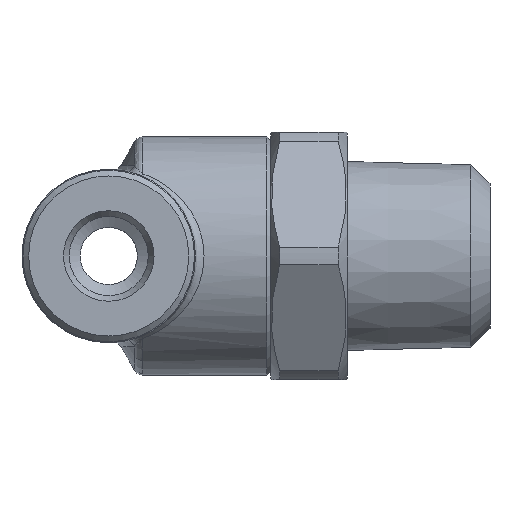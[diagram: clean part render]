
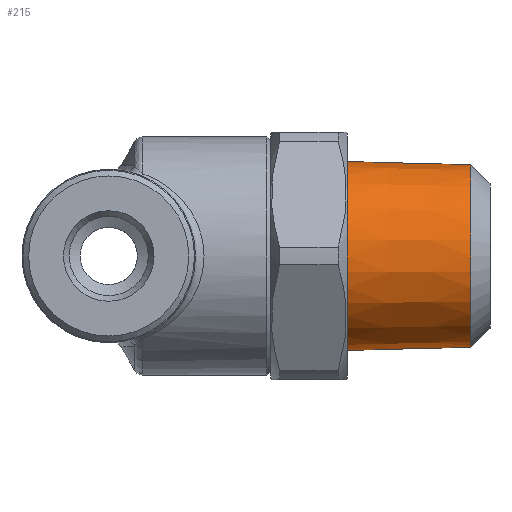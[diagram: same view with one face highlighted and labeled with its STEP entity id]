
A CAD part, left-side view. The second image highlights one B-rep face of the part: STEP entity #215.
In plain terms, the highlighted conical face has half-angle 1.47 degrees and reference radius 4.954 mm.
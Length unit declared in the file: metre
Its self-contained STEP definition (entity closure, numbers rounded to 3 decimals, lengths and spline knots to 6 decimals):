
#215 = ADVANCED_FACE( 'NONE', ( #468, #469 ), #470, .T. );
#468 = FACE_OUTER_BOUND( '', #1055, .T. );
#469 = FACE_BOUND( '', #1056, .T. );
#470 = CONICAL_SURFACE( '', #1057, 0.004954, 0.026 );
#1055 = EDGE_LOOP( '', ( #1539 ) );
#1056 = EDGE_LOOP( '', ( #1540 ) );
#1057 = AXIS2_PLACEMENT_3D( '', #1541, #1542, #1543 );
#1539 = ORIENTED_EDGE( '', *, *, #1665, .T. );
#1540 = ORIENTED_EDGE( '', *, *, #1679, .F. );
#1541 = CARTESIAN_POINT( '', ( 0., -0.0125, 0. ) );
#1542 = DIRECTION( '', ( 0., 1., 0. ) );
#1543 = DIRECTION( '', ( 0., 0., 1. ) );
#1665 = EDGE_CURVE( 'NONE', #1906, #1906, #1907, .T. );
#1679 = EDGE_CURVE( 'NONE', #1928, #1928, #1929, .T. );
#1906 = VERTEX_POINT( '', #2440 );
#1907 = CIRCLE( '', #2441, 0.004954 );
#1928 = VERTEX_POINT( '', #2463 );
#1929 = CIRCLE( '', #2464, 0.004787 );
#2440 = CARTESIAN_POINT( '', ( 0., -0.0125, -0.004954 ) );
#2441 = AXIS2_PLACEMENT_3D( '', #2763, #2764, #2765 );
#2463 = CARTESIAN_POINT( '', ( 0., -0.019, -0.004787 ) );
#2464 = AXIS2_PLACEMENT_3D( '', #2788, #2789, #2790 );
#2763 = CARTESIAN_POINT( '', ( 0., -0.0125, 0. ) );
#2764 = DIRECTION( '', ( 0., -1., 0. ) );
#2765 = DIRECTION( '', ( 0., 0., -1. ) );
#2788 = CARTESIAN_POINT( '', ( 0., -0.019, 0. ) );
#2789 = DIRECTION( '', ( 0., -1., 0. ) );
#2790 = DIRECTION( '', ( 0., 0., -1. ) );
